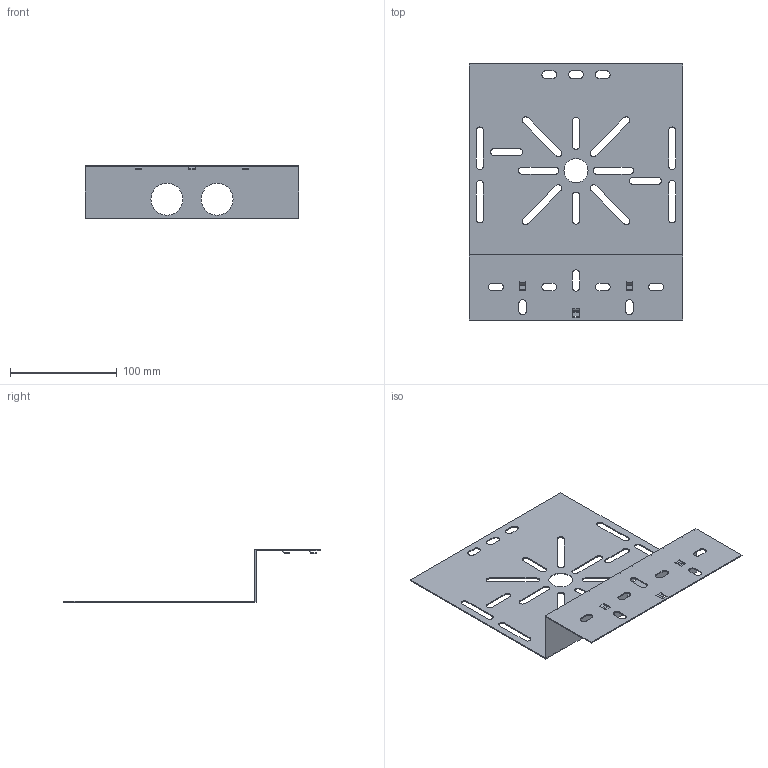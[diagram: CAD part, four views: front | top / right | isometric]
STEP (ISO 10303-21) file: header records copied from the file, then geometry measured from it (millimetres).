
FILE_DESCRIPTION (( 'STEP AP214' ), '1' );
FILE_NAME ('7084781.STP', '2020-07-06T08:23:52', ( '' ), ( '' ), 'SwSTEP 2.0', 'SolidWorks 2018', '' );
FILE_SCHEMA (( 'AUTOMOTIVE_DESIGN' ));
Length unit declared in the file: millimetre
Products named in the file (1): 7084781
Bounding box: 200 x 240 x 49.5 mm (x, y, z)
Volume: 51485.3 mm3; surface area: 105937 mm2
Topology: 1 solids, 1 shells, 207 faces, 567 edges, 362 vertices
Faces by surface type: plane 126, cylinder 81
Entity records: 8664 total; most frequent: DIRECTION 1145, CARTESIAN_POINT 1137, ORIENTED_EDGE 1134, EDGE_CURVE 567, LINE 405, VECTOR 405, AXIS2_PLACEMENT_3D 370, VERTEX_POINT 362
